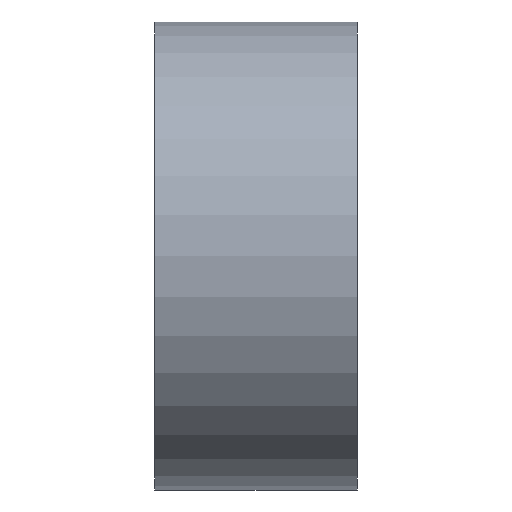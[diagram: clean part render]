
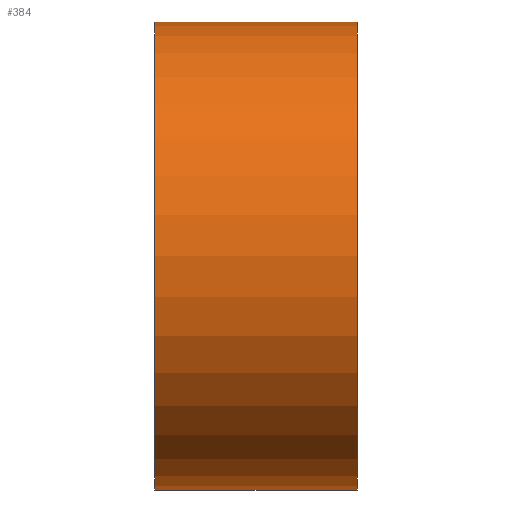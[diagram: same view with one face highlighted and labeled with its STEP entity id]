
A CAD part, left-side view. The second image highlights one B-rep face of the part: STEP entity #384.
In plain terms, the highlighted cylindrical face has radius 3.175 mm (diameter 6.35 mm), a partial arc.
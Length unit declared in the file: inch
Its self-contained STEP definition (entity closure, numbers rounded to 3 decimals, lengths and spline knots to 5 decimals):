
#12 = ORIENTED_EDGE ( 'NONE', *, *, #479, .F. ) ;
#18 = AXIS2_PLACEMENT_3D ( 'NONE', #72, #297, #174 ) ;
#29 = CARTESIAN_POINT ( 'NONE',  ( 0., -0.054, 0.125 ) ) ;
#66 = DIRECTION ( 'NONE',  ( 0., 0., 1. ) ) ;
#72 = CARTESIAN_POINT ( 'NONE',  ( 0., 0.054, 0. ) ) ;
#80 = AXIS2_PLACEMENT_3D ( 'NONE', #308, #293, #480 ) ;
#148 = DIRECTION ( 'NONE',  ( 0., -1., 0. ) ) ;
#169 = ORIENTED_EDGE ( 'NONE', *, *, #462, .T. ) ;
#174 = DIRECTION ( 'NONE',  ( 0., 0., -1. ) ) ;
#186 = DIRECTION ( 'NONE',  ( 0., -1., 0. ) ) ;
#216 = CARTESIAN_POINT ( 'NONE',  ( 0., 0.054, -0.125 ) ) ;
#225 = ORIENTED_EDGE ( 'NONE', *, *, #476, .T. ) ;
#231 = CARTESIAN_POINT ( 'NONE',  ( 0., 0.054, 0. ) ) ;
#236 = FACE_OUTER_BOUND ( 'NONE', #282, .T. ) ;
#254 = CARTESIAN_POINT ( 'NONE',  ( 0., 0.054, 0.125 ) ) ;
#257 = CARTESIAN_POINT ( 'NONE',  ( 0., 0.054, 0.125 ) ) ;
#264 = AXIS2_PLACEMENT_3D ( 'NONE', #231, #290, #66 ) ;
#282 = EDGE_LOOP ( 'NONE', ( #12, #302, #169, #225 ) ) ;
#290 = DIRECTION ( 'NONE',  ( 0., 1., 0. ) ) ;
#293 = DIRECTION ( 'NONE',  ( 0., 1., 0. ) ) ;
#294 = VERTEX_POINT ( 'NONE', #498 ) ;
#297 = DIRECTION ( 'NONE',  ( 0., -1., 0. ) ) ;
#302 = ORIENTED_EDGE ( 'NONE', *, *, #526, .F. ) ;
#307 = CIRCLE ( 'NONE', #80, 0.125 ) ;
#308 = CARTESIAN_POINT ( 'NONE',  ( 0., -0.054, 0. ) ) ;
#324 = LINE ( 'NONE', #254, #403 ) ;
#384 = ADVANCED_FACE ( 'NONE', ( #236 ), #445, .T. ) ;
#400 = VERTEX_POINT ( 'NONE', #564 ) ;
#403 = VECTOR ( 'NONE', #186, 39.37008 ) ;
#415 = VERTEX_POINT ( 'NONE', #257 ) ;
#416 = VECTOR ( 'NONE', #148, 39.37008 ) ;
#445 = CYLINDRICAL_SURFACE ( 'NONE', #18, 0.125 ) ;
#462 = EDGE_CURVE ( 'NONE', #294, #400, #556, .T. ) ;
#476 = EDGE_CURVE ( 'NONE', #400, #569, #307, .T. ) ;
#479 = EDGE_CURVE ( 'NONE', #415, #569, #324, .T. ) ;
#480 = DIRECTION ( 'NONE',  ( 0., 0., 1. ) ) ;
#498 = CARTESIAN_POINT ( 'NONE',  ( 0., 0.054, -0.125 ) ) ;
#508 = CIRCLE ( 'NONE', #264, 0.125 ) ;
#526 = EDGE_CURVE ( 'NONE', #294, #415, #508, .T. ) ;
#556 = LINE ( 'NONE', #216, #416 ) ;
#564 = CARTESIAN_POINT ( 'NONE',  ( 0., -0.054, -0.125 ) ) ;
#569 = VERTEX_POINT ( 'NONE', #29 ) ;
